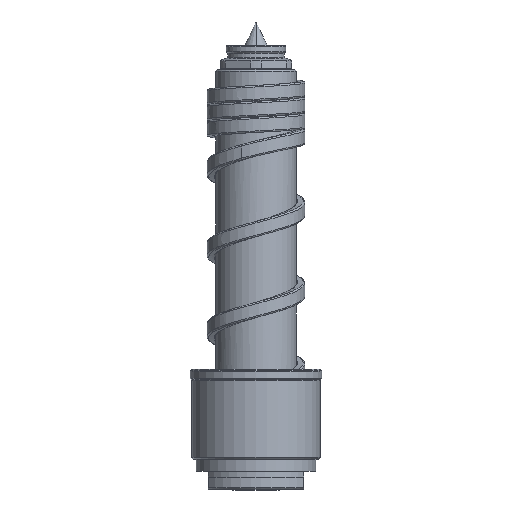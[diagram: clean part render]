
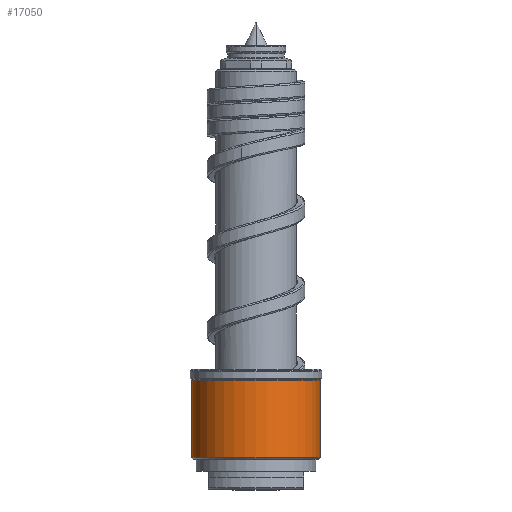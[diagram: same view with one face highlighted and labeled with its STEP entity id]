
A CAD part, front view. The second image highlights one B-rep face of the part: STEP entity #17050.
In plain terms, the highlighted cylindrical face has radius 21.5 mm (diameter 43 mm), a partial arc.
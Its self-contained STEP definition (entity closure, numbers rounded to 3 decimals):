
#6551=CARTESIAN_POINT('',(0.,0.,10.583));
#6552=DIRECTION('',(0.,0.,1.));
#6553=DIRECTION('',(-1.,0.,0.));
#6554=AXIS2_PLACEMENT_3D('',#6551,#6552,#6553);
#6556=DIRECTION('',(0.,0.,-1.));
#6557=VECTOR('',#6556,25.834);
#6558=CARTESIAN_POINT('',(-21.5,0.,36.417));
#6559=LINE('',#6558,#6557);
#6560=CARTESIAN_POINT('',(0.,0.,36.417));
#6561=DIRECTION('',(0.,0.,1.));
#6562=DIRECTION('',(-1.,0.,0.));
#6563=AXIS2_PLACEMENT_3D('',#6560,#6561,#6562);
#6565=DIRECTION('',(0.,0.,-1.));
#6566=VECTOR('',#6565,25.834);
#6567=CARTESIAN_POINT('',(21.5,0.,36.417));
#6568=LINE('',#6567,#6566);
#6909=CARTESIAN_POINT('',(21.5,0.,36.417));
#6910=CARTESIAN_POINT('',(-21.5,0.,36.417));
#6911=VERTEX_POINT('',#6909);
#6912=VERTEX_POINT('',#6910);
#6935=CARTESIAN_POINT('',(21.5,0.,10.583));
#6936=VERTEX_POINT('',#6935);
#6937=CARTESIAN_POINT('',(-21.5,0.,10.583));
#6938=VERTEX_POINT('',#6937);
#17038=CARTESIAN_POINT('',(0.,0.,8.5));
#17039=DIRECTION('',(0.,0.,1.));
#17040=DIRECTION('',(-1.,0.,0.));
#17041=AXIS2_PLACEMENT_3D('',#17038,#17039,#17040);
#17042=CYLINDRICAL_SURFACE('',#17041,21.5);
#17043=ORIENTED_EDGE('',*,*,#14699,.F.);
#17044=ORIENTED_EDGE('',*,*,#14680,.F.);
#17046=ORIENTED_EDGE('',*,*,#17045,.T.);
#17047=ORIENTED_EDGE('',*,*,#14676,.T.);
#17048=EDGE_LOOP('',(#17043,#17044,#17046,#17047));
#17049=FACE_OUTER_BOUND('',#17048,.F.);
#6555=CIRCLE('',#6554,21.5);
#6564=CIRCLE('',#6563,21.5);
#14676=EDGE_CURVE('',#6911,#6936,#6568,.T.);
#14680=EDGE_CURVE('',#6912,#6938,#6559,.T.);
#14699=EDGE_CURVE('',#6938,#6936,#6555,.T.);
#17045=EDGE_CURVE('',#6912,#6911,#6564,.T.);
#17050=ADVANCED_FACE('',(#17049),#17042,.T.);
